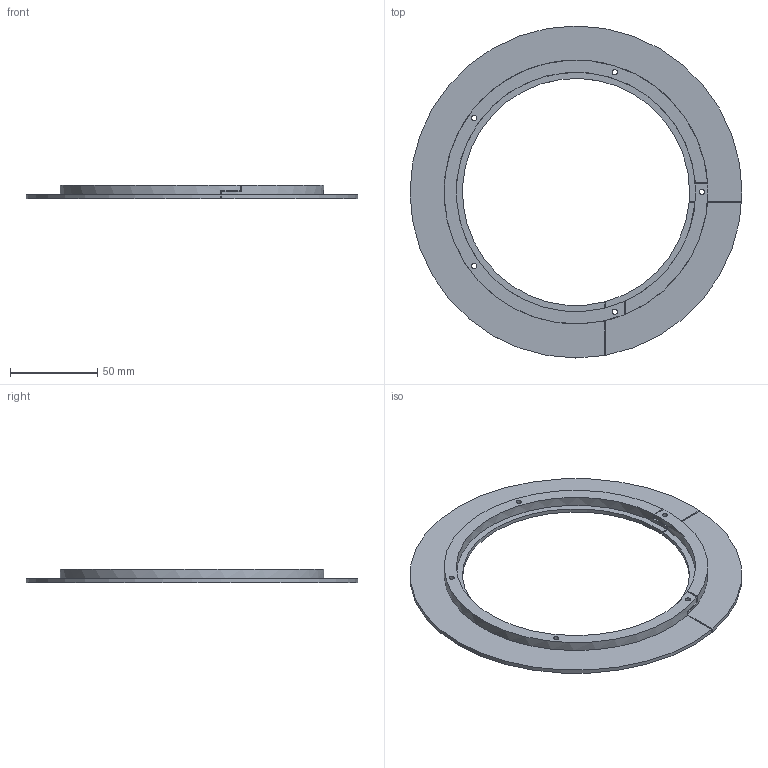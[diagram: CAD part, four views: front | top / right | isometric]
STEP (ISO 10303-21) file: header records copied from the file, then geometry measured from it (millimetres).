
FILE_DESCRIPTION(('FreeCAD Model'),'2;1');
FILE_NAME('Open CASCADE Shape Model','2025-04-18T23:13:04',(''),(''), 'Open CASCADE STEP processor 7.8','FreeCAD','Unknown');
FILE_SCHEMA(('AUTOMOTIVE_DESIGN { 1 0 10303 214 1 1 1 1 }'));
Length unit declared in the file: millimetre
Products named in the file (1): FrameFacingPart
Bounding box: 190 x 190 x 7.8 mm (x, y, z)
Volume: 50420.2 mm3; surface area: 38317.5 mm2
Topology: 1 solids, 1 shells, 33 faces, 105 edges, 74 vertices
Faces by surface type: plane 19, cylinder 14
Full cylindrical faces by diameter (mm): 3 x7
Entity records: 1253 total; most frequent: DIRECTION 221, CARTESIAN_POINT 213, ORIENTED_EDGE 210, EDGE_CURVE 105, AXIS2_PLACEMENT_3D 82, VERTEX_POINT 74, LINE 57, VECTOR 57
